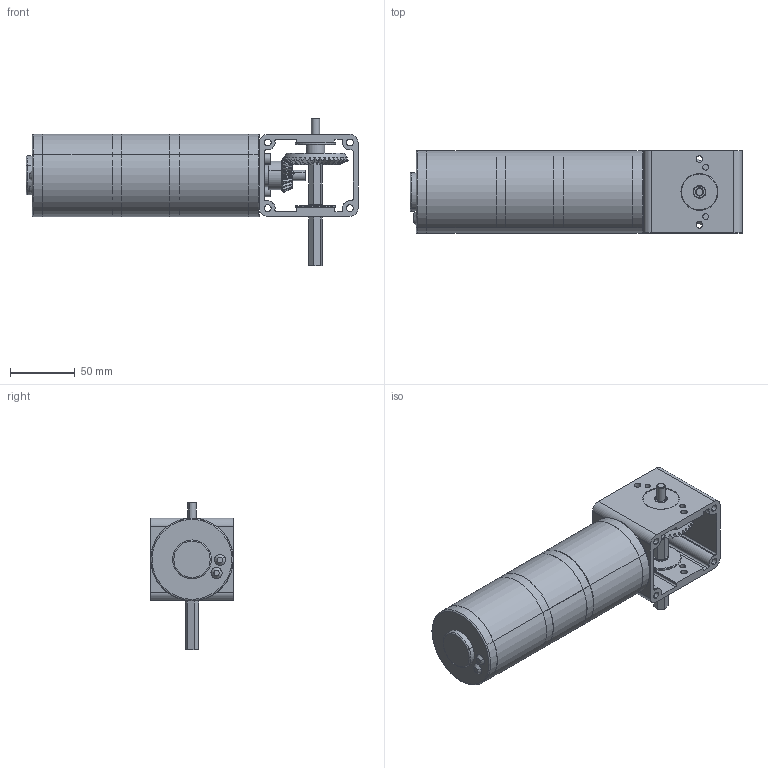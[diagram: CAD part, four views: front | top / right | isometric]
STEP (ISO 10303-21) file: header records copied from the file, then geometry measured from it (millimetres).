
FILE_DESCRIPTION (( 'STEP AP214' ), '1' );
FILE_NAME ('am-2622 LJ Bevelbox REV2.STEP', '2018-07-02T15:09:43', ( '' ), ( '' ), 'SwSTEP 2.0', 'SolidWorks 2017', '' );
FILE_SCHEMA (( 'AUTOMOTIVE_DESIGN' ));
Length unit declared in the file: inch
Products named in the file (17): AM Planetary Universal Cap am-0169; SHCS 10-32 x 0.75; CIM Motor SW; am-2622 LJ Bevelbox REV2; 5-16 thick brass washer 11128567; cim-spacer; Bearing Ring; 8mm_spring_clip am-0033; One Stage AMP with CIM; 20t 1-25mod bevel gear; FR6ZZ-L Hex Bearing; 40-20 1-25 mod bevel gear pair; 40t 1-25mod bevel gear; 375 Hex Output Shaft; LJ Housing; 250x1000 dowel; FR6ZZ-L Bearing
Assembly tree (20 placements, depth 3):
  am-2622 LJ Bevelbox REV2
    CIM Motor SW
    SHCS 10-32 x 0.75  x4
    FR6ZZ-L Bearing
    250x1000 dowel
    LJ Housing
    5-16 thick brass washer 11128567
    375 Hex Output Shaft
    40-20 1-25 mod bevel gear pair
      40t 1-25mod bevel gear
    8mm_spring_clip am-0033
    FR6ZZ-L Hex Bearing
    One Stage AMP with CIM
      Bearing Ring
      AM Planetary Universal Cap am-0169
      cim-spacer
      CIM Motor SW
    20t 1-25mod bevel gear
Bounding box: 256.78 x 64.01 x 114.1 mm (x, y, z)
Volume: 891198.1 mm3; surface area: 139209.5 mm2
Topology: 18 solids, 18 shells, 1105 faces, 2973 edges, 1938 vertices
Faces by surface type: bspline 308, cone 275, cylinder 246, plane 244, torus 32
Entity records: 43596 total; most frequent: CARTESIAN_POINT 18370, ORIENTED_EDGE 5464, DIRECTION 3945, EDGE_CURVE 2732, VERTEX_POINT 1792, AXIS2_PLACEMENT_3D 1515, EDGE_LOOP 1106, B_SPLINE_CURVE_WITH_KNOTS 1020
